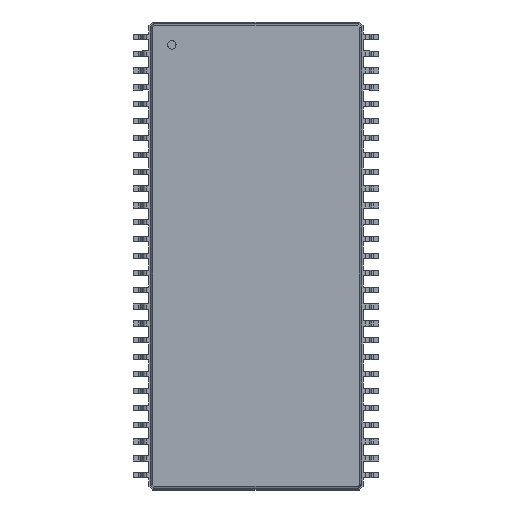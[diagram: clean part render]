
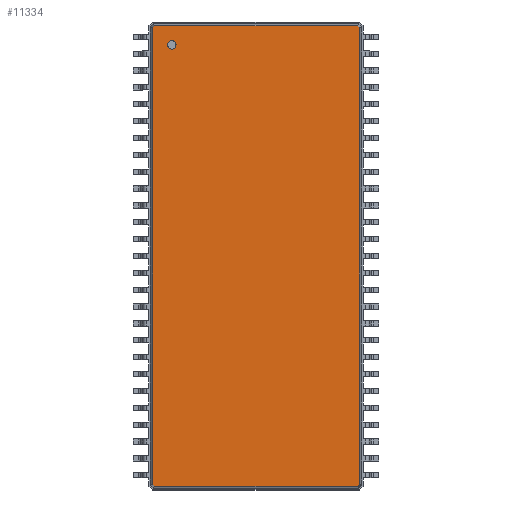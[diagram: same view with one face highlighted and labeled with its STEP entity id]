
A CAD part, top view. The second image highlights one B-rep face of the part: STEP entity #11334.
In plain terms, the highlighted planar face has unit normal (0, 0, 1).
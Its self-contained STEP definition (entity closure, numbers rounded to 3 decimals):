
#13=DIRECTION('',(0.,0.,1.));
#27=VECTOR('',#28,1.);
#28=DIRECTION('',(1.,0.,0.));
#51=VECTOR('',#52,1.);
#52=DIRECTION('',(0.707,-0.707,0.));
#58=VECTOR('',#59,1.);
#59=DIRECTION('',(0.,-1.,0.));
#65=VECTOR('',#66,1.);
#66=DIRECTION('',(-0.707,-0.707,0.));
#72=VECTOR('',#73,1.);
#73=DIRECTION('',(-1.,0.,0.));
#79=VECTOR('',#80,1.);
#80=DIRECTION('',(-0.707,0.707,0.));
#86=VECTOR('',#87,1.);
#87=DIRECTION('',(0.,1.,0.));
#91=VECTOR('',#92,1.);
#92=DIRECTION('',(0.707,0.707,0.));
#3139=VERTEX_POINT('',#3140);
#3140=CARTESIAN_POINT('',(-4.894,10.832,1.6));
#3142=ORIENTED_EDGE('',*,*,#3143,.F.);
#3143=EDGE_CURVE('',#3144,#3139,#3146,.T.);
#3144=VERTEX_POINT('',#3145);
#3145=CARTESIAN_POINT('',(-4.894,-10.832,1.6));
#3146=LINE('',#3145,#86);
#3157=VERTEX_POINT('',#3158);
#3158=CARTESIAN_POINT('',(-4.812,10.914,1.6));
#3160=ORIENTED_EDGE('',*,*,#3161,.F.);
#3161=EDGE_CURVE('',#3139,#3157,#3162,.T.);
#3162=LINE('',#3140,#91);
#3171=VERTEX_POINT('',#3172);
#3172=CARTESIAN_POINT('',(4.812,10.914,1.6));
#3174=ORIENTED_EDGE('',*,*,#3175,.F.);
#3175=EDGE_CURVE('',#3157,#3171,#3176,.T.);
#3176=LINE('',#3158,#27);
#3185=VERTEX_POINT('',#3186);
#3186=CARTESIAN_POINT('',(4.894,10.832,1.6));
#3188=ORIENTED_EDGE('',*,*,#3189,.F.);
#3189=EDGE_CURVE('',#3171,#3185,#3190,.T.);
#3190=LINE('',#3172,#51);
#3415=VERTEX_POINT('',#3416);
#3416=CARTESIAN_POINT('',(4.894,-10.832,1.6));
#3418=ORIENTED_EDGE('',*,*,#3419,.F.);
#3419=EDGE_CURVE('',#3185,#3415,#3420,.T.);
#3420=LINE('',#3186,#58);
#11334=ADVANCED_FACE('',(#11335,#11350),#11360,.T.);
#11335=FACE_BOUND('',#11336,.T.);
#11336=EDGE_LOOP('',(#3174,#3160,#3142,#11337,#11342,#11347,#3418,#3188));
#11337=ORIENTED_EDGE('',*,*,#11338,.F.);
#11338=EDGE_CURVE('',#11339,#3144,#11341,.T.);
#11339=VERTEX_POINT('',#11340);
#11340=CARTESIAN_POINT('',(-4.812,-10.914,1.6));
#11341=LINE('',#11340,#79);
#11342=ORIENTED_EDGE('',*,*,#11343,.F.);
#11343=EDGE_CURVE('',#11344,#11339,#11346,.T.);
#11344=VERTEX_POINT('',#11345);
#11345=CARTESIAN_POINT('',(4.812,-10.914,1.6));
#11346=LINE('',#11345,#72);
#11347=ORIENTED_EDGE('',*,*,#11348,.F.);
#11348=EDGE_CURVE('',#3415,#11344,#11349,.T.);
#11349=LINE('',#3416,#65);
#11350=FACE_BOUND('',#11351,.T.);
#11351=EDGE_LOOP('',(#11352));
#11352=ORIENTED_EDGE('',*,*,#11353,.T.);
#11353=EDGE_CURVE('',#11354,#11354,#11356,.T.);
#11354=VERTEX_POINT('',#11355);
#11355=CARTESIAN_POINT('',(-3.994,9.814,1.6));
#11356=CIRCLE('',#11357,0.2);
#11357=AXIS2_PLACEMENT_3D('',#11358,#11359,#59);
#11358=CARTESIAN_POINT('',(-3.994,10.014,1.6));
#11359=DIRECTION('',(0.,-0.,-1.));
#11360=PLANE('',#11361);
#11361=AXIS2_PLACEMENT_3D('',#3158,#13,#11362);
#11362=DIRECTION('',(0.403,-0.915,0.));
